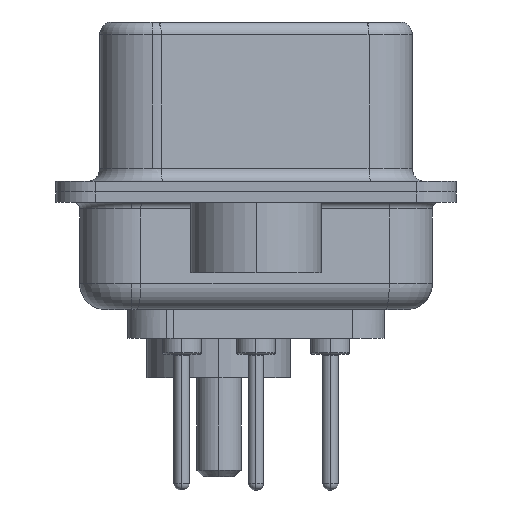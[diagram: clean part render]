
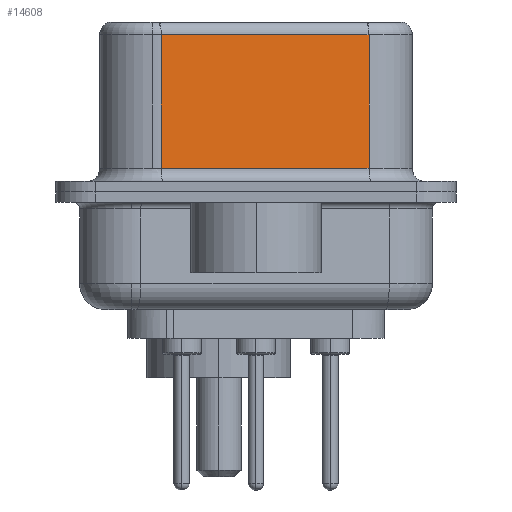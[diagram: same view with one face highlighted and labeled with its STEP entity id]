
A CAD part, left-side view. The second image highlights one B-rep face of the part: STEP entity #14608.
In plain terms, the highlighted planar face has unit normal (-0.985, -0.174, 0).
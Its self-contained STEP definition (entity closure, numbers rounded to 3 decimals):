
#149 = VECTOR ( 'NONE', #3183, 1000. ) ;
#150 = CARTESIAN_POINT ( 'NONE',  ( 5.132, -4.322, 6.02 ) ) ;
#1950 = DIRECTION ( 'NONE',  ( -0.174, 0.985, 0. ) ) ;
#2413 = AXIS2_PLACEMENT_3D ( 'NONE', #8505, #14987, #1950 ) ;
#3183 = DIRECTION ( 'NONE',  ( 0., 0., -1. ) ) ;
#4174 = FACE_OUTER_BOUND ( 'NONE', #19373, .T. ) ;
#4705 = EDGE_CURVE ( 'NONE', #19196, #12964, #26257, .T. ) ;
#6477 = CARTESIAN_POINT ( 'NONE',  ( 3.73, 3.628, 0.9 ) ) ;
#6553 = ORIENTED_EDGE ( 'NONE', *, *, #7422, .F. ) ;
#7088 = ORIENTED_EDGE ( 'NONE', *, *, #24414, .T. ) ;
#7141 = VERTEX_POINT ( 'NONE', #6477 ) ;
#7422 = EDGE_CURVE ( 'NONE', #19196, #25260, #11953, .T. ) ;
#8298 = ORIENTED_EDGE ( 'NONE', *, *, #4705, .T. ) ;
#8462 = CARTESIAN_POINT ( 'NONE',  ( 5.132, -4.322, 0.9 ) ) ;
#8505 = CARTESIAN_POINT ( 'NONE',  ( 5.132, -4.322, 6.52 ) ) ;
#9629 = CARTESIAN_POINT ( 'NONE',  ( 5.132, -4.322, 6.02 ) ) ;
#10297 = EDGE_CURVE ( 'NONE', #7141, #25260, #12239, .T. ) ;
#11105 = DIRECTION ( 'NONE',  ( -0.174, 0.985, 0. ) ) ;
#11264 = VECTOR ( 'NONE', #21306, 1000. ) ;
#11953 = LINE ( 'NONE', #25271, #11264 ) ;
#12239 = LINE ( 'NONE', #8462, #23655 ) ;
#12827 = ORIENTED_EDGE ( 'NONE', *, *, #10297, .T. ) ;
#12964 = VERTEX_POINT ( 'NONE', #27328 ) ;
#14608 = ADVANCED_FACE ( 'NONE', ( #4174 ), #27900, .F. ) ;
#14987 = DIRECTION ( 'NONE',  ( 0.985, 0.174, 0. ) ) ;
#16191 = CARTESIAN_POINT ( 'NONE',  ( 3.73, 3.628, 6.52 ) ) ;
#19196 = VERTEX_POINT ( 'NONE', #150 ) ;
#19373 = EDGE_LOOP ( 'NONE', ( #6553, #8298, #7088, #12827 ) ) ;
#19871 = VECTOR ( 'NONE', #11105, 1000. ) ;
#20181 = CARTESIAN_POINT ( 'NONE',  ( 5.132, -4.322, 0.9 ) ) ;
#21306 = DIRECTION ( 'NONE',  ( 0., 0., -1. ) ) ;
#22672 = LINE ( 'NONE', #16191, #149 ) ;
#23475 = DIRECTION ( 'NONE',  ( 0.174, -0.985, 0. ) ) ;
#23655 = VECTOR ( 'NONE', #23475, 1000. ) ;
#24414 = EDGE_CURVE ( 'NONE', #12964, #7141, #22672, .T. ) ;
#25260 = VERTEX_POINT ( 'NONE', #20181 ) ;
#25271 = CARTESIAN_POINT ( 'NONE',  ( 5.132, -4.322, 6.52 ) ) ;
#26257 = LINE ( 'NONE', #9629, #19871 ) ;
#27328 = CARTESIAN_POINT ( 'NONE',  ( 3.73, 3.628, 6.02 ) ) ;
#27900 = PLANE ( 'NONE',  #2413 ) ;
